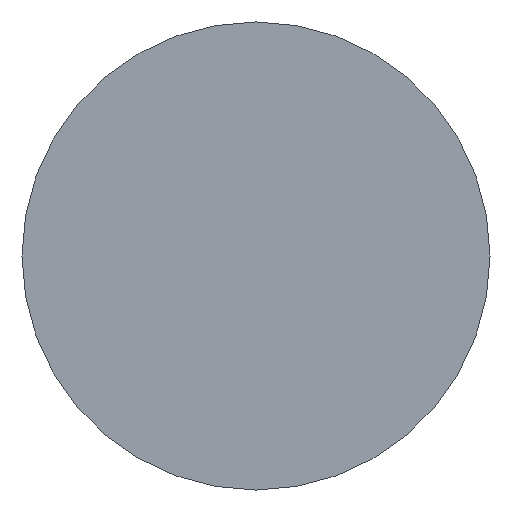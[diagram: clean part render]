
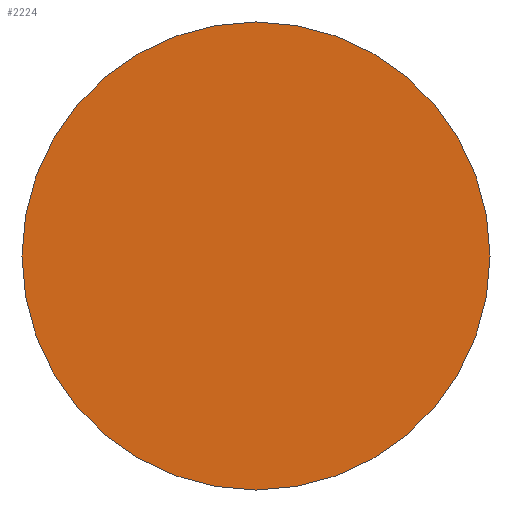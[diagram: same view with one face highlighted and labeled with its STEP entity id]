
A CAD part, front view. The second image highlights one B-rep face of the part: STEP entity #2224.
In plain terms, the highlighted planar face has unit normal (0, -1, 0).
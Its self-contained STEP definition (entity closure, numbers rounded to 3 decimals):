
#440=CARTESIAN_POINT('',(0.,-250.,0.));
#441=DIRECTION('',(0.,1.,0.));
#442=DIRECTION('',(-1.,0.,0.));
#443=AXIS2_PLACEMENT_3D('',#440,#441,#442);
#445=CARTESIAN_POINT('',(0.,-250.,0.));
#446=DIRECTION('',(0.,1.,0.));
#447=DIRECTION('',(1.,0.,0.));
#448=AXIS2_PLACEMENT_3D('',#445,#446,#447);
#1331=CARTESIAN_POINT('',(11.,-250.,0.));
#1332=VERTEX_POINT('',#1331);
#1333=CARTESIAN_POINT('',(-11.,-250.,0.));
#1334=VERTEX_POINT('',#1333);
#2215=CARTESIAN_POINT('',(0.,-250.,0.));
#2216=DIRECTION('',(0.,1.,0.));
#2217=DIRECTION('',(-1.,0.,0.));
#2218=AXIS2_PLACEMENT_3D('',#2215,#2216,#2217);
#2219=PLANE('',#2218);
#2220=ORIENTED_EDGE('',*,*,#2195,.T.);
#2221=ORIENTED_EDGE('',*,*,#2209,.T.);
#2222=EDGE_LOOP('',(#2220,#2221));
#2223=FACE_OUTER_BOUND('',#2222,.F.);
#2224=ADVANCED_FACE('',(#2223),#2219,.F.);
#444=CIRCLE('',#443,11.);
#449=CIRCLE('',#448,11.);
#2195=EDGE_CURVE('',#1334,#1332,#444,.T.);
#2209=EDGE_CURVE('',#1332,#1334,#449,.T.);
